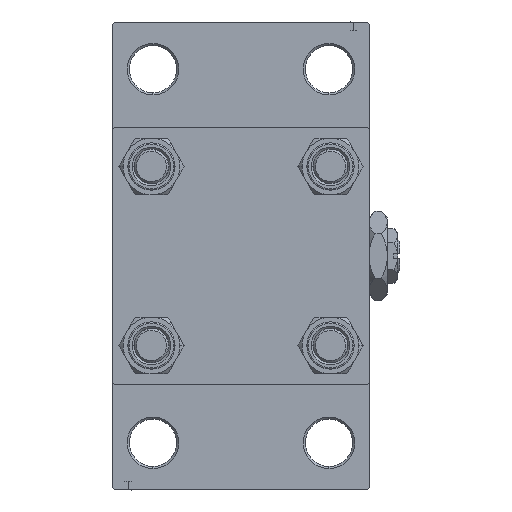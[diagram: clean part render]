
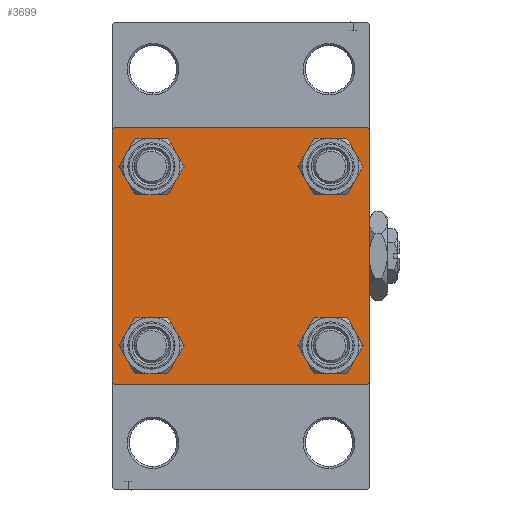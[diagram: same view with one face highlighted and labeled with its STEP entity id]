
A CAD part, left-side view. The second image highlights one B-rep face of the part: STEP entity #3699.
In plain terms, the highlighted planar face has unit normal (-1, 0, 0).
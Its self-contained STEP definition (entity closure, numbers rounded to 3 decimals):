
#887 = CARTESIAN_POINT ( 'NONE',  ( 0., -20.85, -25.35 ) ) ;
#1201 = EDGE_CURVE ( 'NONE', #48711, #27384, #7872, .T. ) ;
#1476 = VERTEX_POINT ( 'NONE', #3654 ) ;
#1741 = CARTESIAN_POINT ( 'NONE',  ( 0., 20.85, 16.35 ) ) ;
#2547 = AXIS2_PLACEMENT_3D ( 'NONE', #23481, #18998, #46141 ) ;
#3274 = EDGE_CURVE ( 'NONE', #9399, #29134, #20867, .T. ) ;
#3654 = CARTESIAN_POINT ( 'NONE',  ( 0., -29.5, -30. ) ) ;
#3699 = ADVANCED_FACE ( 'NONE', ( #41920, #26474, #22737, #30951, #3798 ), #15756, .T. ) ;
#3798 = FACE_OUTER_BOUND ( 'NONE', #29565, .T. ) ;
#3857 = DIRECTION ( 'NONE',  ( 1., 0., 0. ) ) ;
#4540 = EDGE_CURVE ( 'NONE', #35254, #26781, #20778, .T. ) ;
#5262 = DIRECTION ( 'NONE',  ( 1., 0., 0. ) ) ;
#5901 = CARTESIAN_POINT ( 'NONE',  ( 0., 30., 30. ) ) ;
#5956 = ORIENTED_EDGE ( 'NONE', *, *, #4540, .T. ) ;
#6046 = DIRECTION ( 'NONE',  ( 0., -1., 0. ) ) ;
#6464 = DIRECTION ( 'NONE',  ( 1., 0., 0. ) ) ;
#6746 = LINE ( 'NONE', #44855, #37251 ) ;
#7872 = LINE ( 'NONE', #35247, #36701 ) ;
#8811 = VERTEX_POINT ( 'NONE', #1741 ) ;
#9032 = CARTESIAN_POINT ( 'NONE',  ( 0., 30., -30. ) ) ;
#9345 = EDGE_CURVE ( 'NONE', #48711, #45929, #19186, .T. ) ;
#9399 = VERTEX_POINT ( 'NONE', #12933 ) ;
#9682 = DIRECTION ( 'NONE',  ( 0., 0., -1. ) ) ;
#9936 = DIRECTION ( 'NONE',  ( 0., 0., 1. ) ) ;
#10536 = AXIS2_PLACEMENT_3D ( 'NONE', #12444, #42830, #23900 ) ;
#10594 = ORIENTED_EDGE ( 'NONE', *, *, #15914, .T. ) ;
#10760 = CIRCLE ( 'NONE', #11562, 4.5 ) ;
#11099 = CIRCLE ( 'NONE', #38944, 4.5 ) ;
#11562 = AXIS2_PLACEMENT_3D ( 'NONE', #30918, #27169, #38644 ) ;
#11850 = DIRECTION ( 'NONE',  ( 1., 0., 0. ) ) ;
#12390 = VECTOR ( 'NONE', #6046, 1000. ) ;
#12444 = CARTESIAN_POINT ( 'NONE',  ( 0., 20.85, -20.85 ) ) ;
#12782 = LINE ( 'NONE', #9032, #12390 ) ;
#12932 = CARTESIAN_POINT ( 'NONE',  ( 0., 29.5, 30. ) ) ;
#12933 = CARTESIAN_POINT ( 'NONE',  ( 0., 20.85, -25.35 ) ) ;
#12942 = VECTOR ( 'NONE', #13316, 1000. ) ;
#13316 = DIRECTION ( 'NONE',  ( 0., -0.707, -0.707 ) ) ;
#13462 = EDGE_LOOP ( 'NONE', ( #10594, #36643 ) ) ;
#14742 = LINE ( 'NONE', #37413, #18676 ) ;
#15756 = PLANE ( 'NONE',  #2547 ) ;
#15914 = EDGE_CURVE ( 'NONE', #41951, #8811, #45833, .T. ) ;
#16325 = DIRECTION ( 'NONE',  ( 0., 0.707, 0.707 ) ) ;
#16928 = CARTESIAN_POINT ( 'NONE',  ( 0., -20.85, 20.85 ) ) ;
#16960 = VECTOR ( 'NONE', #9682, 1000. ) ;
#17073 = ORIENTED_EDGE ( 'NONE', *, *, #38375, .T. ) ;
#17124 = LINE ( 'NONE', #5901, #46698 ) ;
#17399 = CARTESIAN_POINT ( 'NONE',  ( 0., -20.85, 25.35 ) ) ;
#18367 = CIRCLE ( 'NONE', #22337, 4.5 ) ;
#18480 = DIRECTION ( 'NONE',  ( 0., 0.707, -0.707 ) ) ;
#18515 = EDGE_LOOP ( 'NONE', ( #17073, #22607 ) ) ;
#18676 = VECTOR ( 'NONE', #18480, 1000. ) ;
#18863 = CIRCLE ( 'NONE', #35460, 4.5 ) ;
#18998 = DIRECTION ( 'NONE',  ( -1., 0., 0. ) ) ;
#19059 = DIRECTION ( 'NONE',  ( 0., 0., 1. ) ) ;
#19186 = LINE ( 'NONE', #30642, #16960 ) ;
#19327 = CARTESIAN_POINT ( 'NONE',  ( 0., 20.85, -20.85 ) ) ;
#19648 = CIRCLE ( 'NONE', #23632, 4.5 ) ;
#19727 = VERTEX_POINT ( 'NONE', #12932 ) ;
#19935 = CARTESIAN_POINT ( 'NONE',  ( 0., 20.85, -16.35 ) ) ;
#20778 = LINE ( 'NONE', #36478, #12942 ) ;
#20867 = CIRCLE ( 'NONE', #10536, 4.5 ) ;
#21079 = ORIENTED_EDGE ( 'NONE', *, *, #36797, .T. ) ;
#21092 = DIRECTION ( 'NONE',  ( 0., -1., 0. ) ) ;
#21947 = DIRECTION ( 'NONE',  ( 0., 0., -1. ) ) ;
#22156 = EDGE_CURVE ( 'NONE', #19727, #36910, #14742, .T. ) ;
#22337 = AXIS2_PLACEMENT_3D ( 'NONE', #19327, #11850, #41038 ) ;
#22381 = EDGE_CURVE ( 'NONE', #25726, #32874, #10760, .T. ) ;
#22607 = ORIENTED_EDGE ( 'NONE', *, *, #3274, .T. ) ;
#22737 = FACE_BOUND ( 'NONE', #18515, .T. ) ;
#23481 = CARTESIAN_POINT ( 'NONE',  ( 0., 0., 0. ) ) ;
#23632 = AXIS2_PLACEMENT_3D ( 'NONE', #16928, #6464, #9936 ) ;
#23900 = DIRECTION ( 'NONE',  ( 0., 0., 1. ) ) ;
#24198 = EDGE_CURVE ( 'NONE', #26781, #1476, #12782, .T. ) ;
#24362 = AXIS2_PLACEMENT_3D ( 'NONE', #31032, #49223, #30532 ) ;
#24635 = CARTESIAN_POINT ( 'NONE',  ( 0., 20.85, 25.35 ) ) ;
#24693 = DIRECTION ( 'NONE',  ( 0., 0., 1. ) ) ;
#25561 = VERTEX_POINT ( 'NONE', #17399 ) ;
#25726 = VERTEX_POINT ( 'NONE', #887 ) ;
#26089 = CIRCLE ( 'NONE', #42789, 4.5 ) ;
#26474 = FACE_BOUND ( 'NONE', #32798, .T. ) ;
#26781 = VERTEX_POINT ( 'NONE', #42829 ) ;
#27169 = DIRECTION ( 'NONE',  ( 1., 0., 0. ) ) ;
#27342 = EDGE_CURVE ( 'NONE', #32874, #25726, #18863, .T. ) ;
#27384 = VERTEX_POINT ( 'NONE', #28248 ) ;
#27628 = LINE ( 'NONE', #39587, #27700 ) ;
#27700 = VECTOR ( 'NONE', #47551, 1000. ) ;
#27935 = CARTESIAN_POINT ( 'NONE',  ( 0., -20.85, 20.85 ) ) ;
#28248 = CARTESIAN_POINT ( 'NONE',  ( 0., -29.5, 30. ) ) ;
#29134 = VERTEX_POINT ( 'NONE', #19935 ) ;
#29565 = EDGE_LOOP ( 'NONE', ( #31566, #5956, #33237, #40834, #30461, #34701, #46263, #30026 ) ) ;
#30026 = ORIENTED_EDGE ( 'NONE', *, *, #22156, .T. ) ;
#30196 = EDGE_CURVE ( 'NONE', #40340, #25561, #19648, .T. ) ;
#30461 = ORIENTED_EDGE ( 'NONE', *, *, #9345, .F. ) ;
#30468 = EDGE_CURVE ( 'NONE', #19727, #27384, #17124, .T. ) ;
#30532 = DIRECTION ( 'NONE',  ( 0., 0., 1. ) ) ;
#30642 = CARTESIAN_POINT ( 'NONE',  ( 0., -30., 30. ) ) ;
#30670 = DIRECTION ( 'NONE',  ( 0., 0., 1. ) ) ;
#30918 = CARTESIAN_POINT ( 'NONE',  ( 0., -20.85, -20.85 ) ) ;
#30951 = FACE_BOUND ( 'NONE', #13462, .T. ) ;
#31032 = CARTESIAN_POINT ( 'NONE',  ( 0., 20.85, 20.85 ) ) ;
#31566 = ORIENTED_EDGE ( 'NONE', *, *, #32828, .T. ) ;
#32134 = EDGE_CURVE ( 'NONE', #8811, #41951, #26089, .T. ) ;
#32531 = CARTESIAN_POINT ( 'NONE',  ( 0., 30., -29.5 ) ) ;
#32576 = CARTESIAN_POINT ( 'NONE',  ( 0., -30., 29.5 ) ) ;
#32798 = EDGE_LOOP ( 'NONE', ( #47074, #36504 ) ) ;
#32828 = EDGE_CURVE ( 'NONE', #36910, #35254, #6746, .T. ) ;
#32874 = VERTEX_POINT ( 'NONE', #34118 ) ;
#32964 = EDGE_CURVE ( 'NONE', #1476, #45929, #27628, .T. ) ;
#33237 = ORIENTED_EDGE ( 'NONE', *, *, #24198, .T. ) ;
#34115 = EDGE_LOOP ( 'NONE', ( #21079, #43426 ) ) ;
#34118 = CARTESIAN_POINT ( 'NONE',  ( 0., -20.85, -16.35 ) ) ;
#34701 = ORIENTED_EDGE ( 'NONE', *, *, #1201, .T. ) ;
#35247 = CARTESIAN_POINT ( 'NONE',  ( 0., -29.75, 29.75 ) ) ;
#35254 = VERTEX_POINT ( 'NONE', #32531 ) ;
#35460 = AXIS2_PLACEMENT_3D ( 'NONE', #37515, #3857, #19059 ) ;
#36478 = CARTESIAN_POINT ( 'NONE',  ( 0., 29.75, -29.75 ) ) ;
#36504 = ORIENTED_EDGE ( 'NONE', *, *, #22381, .T. ) ;
#36643 = ORIENTED_EDGE ( 'NONE', *, *, #32134, .T. ) ;
#36701 = VECTOR ( 'NONE', #16325, 1000. ) ;
#36708 = CARTESIAN_POINT ( 'NONE',  ( 0., -30., -29.5 ) ) ;
#36797 = EDGE_CURVE ( 'NONE', #25561, #40340, #11099, .T. ) ;
#36910 = VERTEX_POINT ( 'NONE', #39772 ) ;
#37251 = VECTOR ( 'NONE', #21947, 1000. ) ;
#37413 = CARTESIAN_POINT ( 'NONE',  ( 0., 29.75, 29.75 ) ) ;
#37515 = CARTESIAN_POINT ( 'NONE',  ( 0., -20.85, -20.85 ) ) ;
#38375 = EDGE_CURVE ( 'NONE', #29134, #9399, #18367, .T. ) ;
#38644 = DIRECTION ( 'NONE',  ( 0., 0., 1. ) ) ;
#38944 = AXIS2_PLACEMENT_3D ( 'NONE', #27935, #5262, #24693 ) ;
#39587 = CARTESIAN_POINT ( 'NONE',  ( 0., -29.75, -29.75 ) ) ;
#39772 = CARTESIAN_POINT ( 'NONE',  ( 0., 30., 29.5 ) ) ;
#40340 = VERTEX_POINT ( 'NONE', #41767 ) ;
#40834 = ORIENTED_EDGE ( 'NONE', *, *, #32964, .T. ) ;
#41038 = DIRECTION ( 'NONE',  ( 0., 0., 1. ) ) ;
#41767 = CARTESIAN_POINT ( 'NONE',  ( 0., -20.85, 16.35 ) ) ;
#41920 = FACE_BOUND ( 'NONE', #34115, .T. ) ;
#41951 = VERTEX_POINT ( 'NONE', #24635 ) ;
#42789 = AXIS2_PLACEMENT_3D ( 'NONE', #45380, #46110, #30670 ) ;
#42829 = CARTESIAN_POINT ( 'NONE',  ( 0., 29.5, -30. ) ) ;
#42830 = DIRECTION ( 'NONE',  ( 1., 0., 0. ) ) ;
#43426 = ORIENTED_EDGE ( 'NONE', *, *, #30196, .T. ) ;
#44855 = CARTESIAN_POINT ( 'NONE',  ( 0., 30., 30. ) ) ;
#45380 = CARTESIAN_POINT ( 'NONE',  ( 0., 20.85, 20.85 ) ) ;
#45833 = CIRCLE ( 'NONE', #24362, 4.5 ) ;
#45929 = VERTEX_POINT ( 'NONE', #36708 ) ;
#46110 = DIRECTION ( 'NONE',  ( 1., 0., 0. ) ) ;
#46141 = DIRECTION ( 'NONE',  ( 0., 0., 1. ) ) ;
#46263 = ORIENTED_EDGE ( 'NONE', *, *, #30468, .F. ) ;
#46698 = VECTOR ( 'NONE', #21092, 1000. ) ;
#47074 = ORIENTED_EDGE ( 'NONE', *, *, #27342, .T. ) ;
#47551 = DIRECTION ( 'NONE',  ( 0., -0.707, 0.707 ) ) ;
#48711 = VERTEX_POINT ( 'NONE', #32576 ) ;
#49223 = DIRECTION ( 'NONE',  ( 1., 0., 0. ) ) ;
